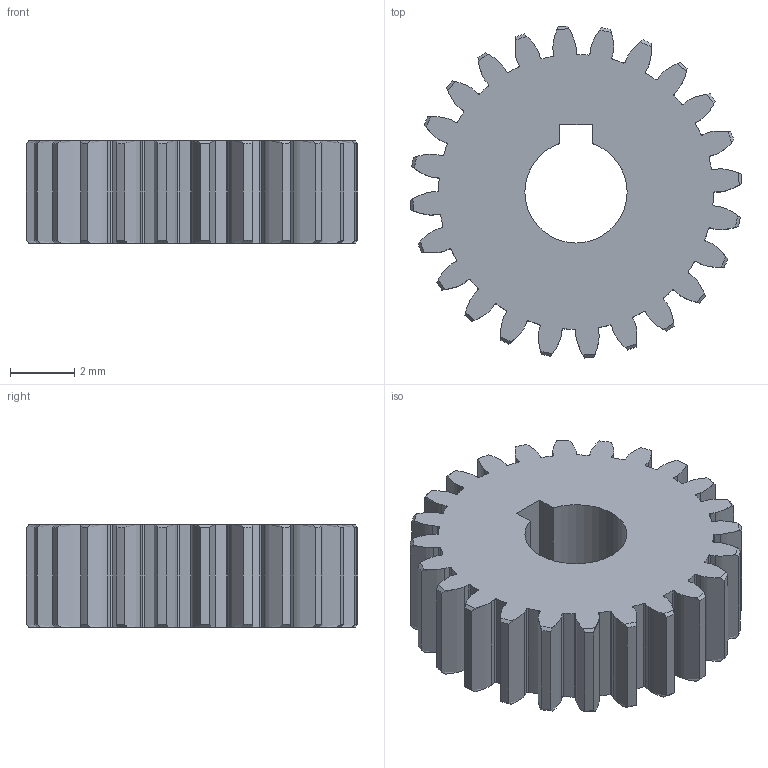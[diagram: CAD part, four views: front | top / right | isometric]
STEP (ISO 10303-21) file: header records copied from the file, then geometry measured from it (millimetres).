
FILE_DESCRIPTION (( 'STEP AP214' ), '1' );
FILE_NAME ('64dp-20pa-24t spur gear.STEP', '2021-08-15T10:52:14', ( '' ), ( '' ), 'SwSTEP 2.0', 'SolidWorks 2019', '' );
FILE_SCHEMA (( 'AUTOMOTIVE_DESIGN' ));
Length unit declared in the file: inch
Products named in the file (1): 64dp-20pa-24t spur gear
Bounding box: 10.3 x 10.3 x 3.17 mm (x, y, z)
Volume: 195.1 mm3; surface area: 352.6 mm2
Topology: 1 solids, 1 shells, 259 faces, 771 edges, 514 vertices
Faces by surface type: cylinder 110, plane 53, cone 48, bspline 48
Entity records: 12273 total; most frequent: CARTESIAN_POINT 5529, ORIENTED_EDGE 1542, DIRECTION 1271, EDGE_CURVE 771, VERTEX_POINT 514, AXIS2_PLACEMENT_3D 480, LINE 311, VECTOR 311
